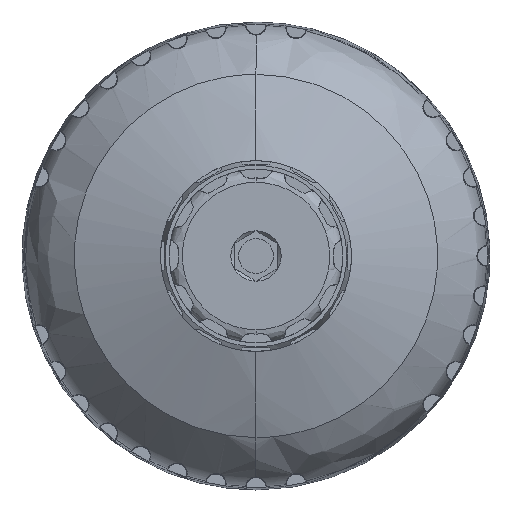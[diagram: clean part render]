
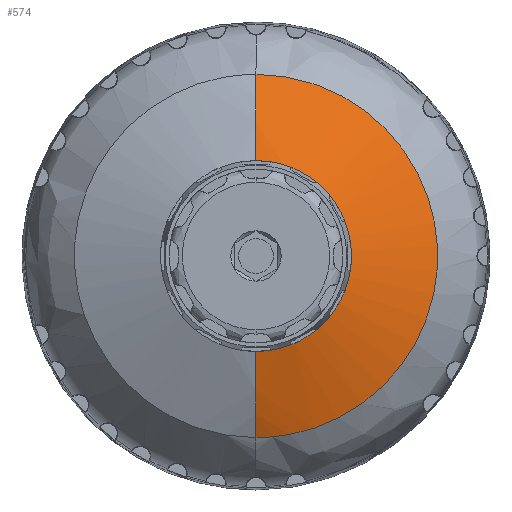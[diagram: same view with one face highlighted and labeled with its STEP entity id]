
A CAD part, front view. The second image highlights one B-rep face of the part: STEP entity #574.
In plain terms, the highlighted free-form (B-spline) face has degree [2, 2] with [5, 5] control points.
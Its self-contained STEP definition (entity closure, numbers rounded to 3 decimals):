
#574=ADVANCED_FACE('',(#782),#5850,.T.);
#782=FACE_OUTER_BOUND('',#991,.T.);
#991=EDGE_LOOP('',(#1476,#1477,#1478,#1479));
#1476=ORIENTED_EDGE('',*,*,#2667,.T.);
#1477=ORIENTED_EDGE('',*,*,#2663,.F.);
#1478=ORIENTED_EDGE('',*,*,#2666,.F.);
#1479=ORIENTED_EDGE('',*,*,#2665,.T.);
#2663=EDGE_CURVE('',#4997,#4996,#3661,.T.);
#2665=EDGE_CURVE('',#4999,#4998,#3663,.T.);
#2666=EDGE_CURVE('',#4999,#4997,#3664,.T.);
#2667=EDGE_CURVE('',#4998,#4996,#3665,.T.);
#3661=(
BOUNDED_CURVE()
B_SPLINE_CURVE(2,(#8234,#8235,#8236,#8237,#8238),.UNSPECIFIED.,.F.,.F.)
B_SPLINE_CURVE_WITH_KNOTS((3,2,3),(-65.804,-32.902,
0.),.UNSPECIFIED.)
CURVE()
GEOMETRIC_REPRESENTATION_ITEM()
RATIONAL_B_SPLINE_CURVE((1.,0.707,1.,0.707,1.))
REPRESENTATION_ITEM('')
);
#3663=(
BOUNDED_CURVE()
B_SPLINE_CURVE(2,(#8244,#8245,#8246,#8247,#8248),.UNSPECIFIED.,.F.,.F.)
B_SPLINE_CURVE_WITH_KNOTS((3,2,3),(-34.558,-17.279,
0.),.UNSPECIFIED.)
CURVE()
GEOMETRIC_REPRESENTATION_ITEM()
RATIONAL_B_SPLINE_CURVE((1.,0.707,1.,0.707,1.))
REPRESENTATION_ITEM('')
);
#3664=(
BOUNDED_CURVE()
B_SPLINE_CURVE(2,(#8249,#8250,#8251),.UNSPECIFIED.,.F.,.F.)
B_SPLINE_CURVE_WITH_KNOTS((3,3),(11.099,21.675),
 .UNSPECIFIED.)
CURVE()
GEOMETRIC_REPRESENTATION_ITEM()
RATIONAL_B_SPLINE_CURVE((1.,0.994,1.))
REPRESENTATION_ITEM('')
);
#3665=(
BOUNDED_CURVE()
B_SPLINE_CURVE(2,(#8252,#8253,#8254),.UNSPECIFIED.,.F.,.F.)
B_SPLINE_CURVE_WITH_KNOTS((3,3),(11.099,21.675),
 .UNSPECIFIED.)
CURVE()
GEOMETRIC_REPRESENTATION_ITEM()
RATIONAL_B_SPLINE_CURVE((1.,0.994,1.))
REPRESENTATION_ITEM('')
);
#4996=VERTEX_POINT('',#8225);
#4997=VERTEX_POINT('',#8226);
#4998=VERTEX_POINT('',#8227);
#4999=VERTEX_POINT('',#8228);
#5850=(
BOUNDED_SURFACE()
B_SPLINE_SURFACE(2,2,((#8175,#8176,#8177,#8178,#8179),(#8180,#8181,#8182,
#8183,#8184),(#8185,#8186,#8187,#8188,#8189),(#8190,#8191,#8192,#8193,#8194),
(#8195,#8196,#8197,#8198,#8199)),.UNSPECIFIED.,.F.,.F.,.F.)
B_SPLINE_SURFACE_WITH_KNOTS((3,2,3),(3,2,3),(0.,75.398,150.796),
(0.,75.398,150.796),.UNSPECIFIED.)
GEOMETRIC_REPRESENTATION_ITEM()
RATIONAL_B_SPLINE_SURFACE(((1.,0.707,1.,0.707,1.),
(0.707,0.5,0.707,0.5,0.707),(1.,0.707,
1.,0.707,1.),(0.707,0.5,0.707,0.5,0.707),
(1.,0.707,1.,0.707,1.)))
REPRESENTATION_ITEM('')
SURFACE()
);
#8175=CARTESIAN_POINT('',(0.,-97.87,0.));
#8176=CARTESIAN_POINT('',(0.,-97.87,48.));
#8177=CARTESIAN_POINT('',(0.,-49.87,48.));
#8178=CARTESIAN_POINT('',(0.,-1.87,48.));
#8179=CARTESIAN_POINT('',(0.,-1.87,0.));
#8180=CARTESIAN_POINT('',(0.,-97.87,0.));
#8181=CARTESIAN_POINT('',(48.,-97.87,48.));
#8182=CARTESIAN_POINT('',(48.,-49.87,48.));
#8183=CARTESIAN_POINT('',(48.,-1.87,48.));
#8184=CARTESIAN_POINT('',(0.,-1.87,0.));
#8185=CARTESIAN_POINT('',(0.,-97.87,0.));
#8186=CARTESIAN_POINT('',(48.,-97.87,0.));
#8187=CARTESIAN_POINT('',(48.,-49.87,0.));
#8188=CARTESIAN_POINT('',(48.,-1.87,0.));
#8189=CARTESIAN_POINT('',(0.,-1.87,0.));
#8190=CARTESIAN_POINT('',(0.,-97.87,0.));
#8191=CARTESIAN_POINT('',(48.,-97.87,-48.));
#8192=CARTESIAN_POINT('',(48.,-49.87,-48.));
#8193=CARTESIAN_POINT('',(48.,-1.87,-48.));
#8194=CARTESIAN_POINT('',(0.,-1.87,0.));
#8195=CARTESIAN_POINT('',(0.,-97.87,0.));
#8196=CARTESIAN_POINT('',(0.,-97.87,-48.));
#8197=CARTESIAN_POINT('',(0.,-49.87,-48.));
#8198=CARTESIAN_POINT('',(0.,-1.87,-48.));
#8199=CARTESIAN_POINT('',(0.,-1.87,0.));
#8225=CARTESIAN_POINT('',(0.,-93.059,-20.946));
#8226=CARTESIAN_POINT('',(0.,-93.059,20.946));
#8227=CARTESIAN_POINT('',(0.,-96.593,-11.));
#8228=CARTESIAN_POINT('',(0.,-96.593,11.));
#8234=CARTESIAN_POINT('',(0.,-93.059,20.946));
#8235=CARTESIAN_POINT('',(20.946,-93.059,20.946));
#8236=CARTESIAN_POINT('',(20.946,-93.059,0.));
#8237=CARTESIAN_POINT('',(20.946,-93.059,-20.946));
#8238=CARTESIAN_POINT('',(0.,-93.059,-20.946));
#8244=CARTESIAN_POINT('',(0.,-96.593,11.));
#8245=CARTESIAN_POINT('',(11.,-96.593,11.));
#8246=CARTESIAN_POINT('',(11.,-96.593,0.));
#8247=CARTESIAN_POINT('',(11.,-96.593,-11.));
#8248=CARTESIAN_POINT('',(0.,-96.593,-11.));
#8249=CARTESIAN_POINT('',(0.,-96.593,11.));
#8250=CARTESIAN_POINT('',(0.,-95.376,16.168));
#8251=CARTESIAN_POINT('',(0.,-93.059,20.946));
#8252=CARTESIAN_POINT('',(0.,-96.593,-11.));
#8253=CARTESIAN_POINT('',(0.,-95.376,-16.168));
#8254=CARTESIAN_POINT('',(0.,-93.059,-20.946));
